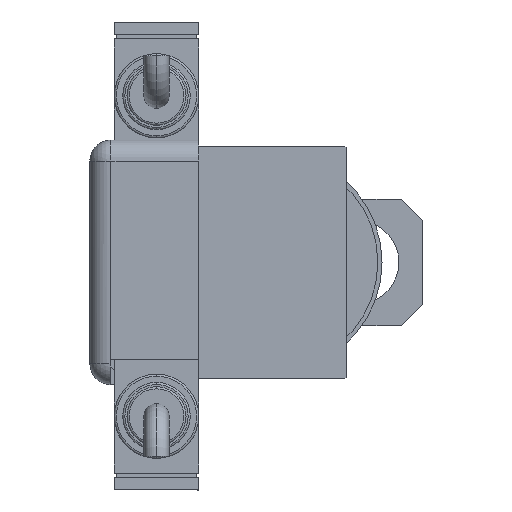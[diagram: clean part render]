
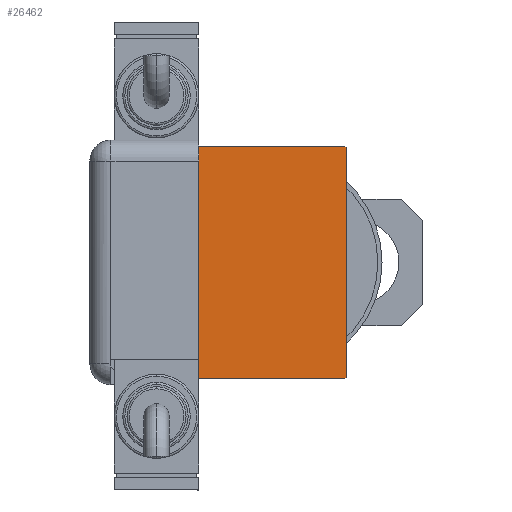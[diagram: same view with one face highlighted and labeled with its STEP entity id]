
A CAD part, left-side view. The second image highlights one B-rep face of the part: STEP entity #26462.
In plain terms, the highlighted face is planar.
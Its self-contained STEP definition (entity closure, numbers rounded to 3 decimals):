
#262 = ORIENTED_EDGE ( 'NONE', *, *, #4023, .T. ) ;
#1637 = VERTEX_POINT ( 'NONE', #22769 ) ;
#4023 = EDGE_CURVE ( 'NONE', #41376, #41283, #31387, .T. ) ;
#6886 = CARTESIAN_POINT ( 'NONE',  ( 56., -17.5, -27.2 ) ) ;
#6944 = EDGE_CURVE ( 'NONE', #30352, #48800, #56860, .T. ) ;
#7093 = EDGE_CURVE ( 'NONE', #41283, #20090, #55834, .T. ) ;
#8654 = CARTESIAN_POINT ( 'NONE',  ( 56., -17.5, 27.5 ) ) ;
#8909 = DIRECTION ( 'NONE',  ( 1., 0., 0. ) ) ;
#9327 = VECTOR ( 'NONE', #32830, 1000. ) ;
#10254 = VECTOR ( 'NONE', #15366, 1000. ) ;
#11239 = AXIS2_PLACEMENT_3D ( 'NONE', #40903, #8909, #31041 ) ;
#12941 = CARTESIAN_POINT ( 'NONE',  ( 56., 17.5, 27.2 ) ) ;
#13424 = LINE ( 'NONE', #35290, #16173 ) ;
#15366 = DIRECTION ( 'NONE',  ( 0., 0., 1. ) ) ;
#16173 = VECTOR ( 'NONE', #58615, 1000. ) ;
#20090 = VERTEX_POINT ( 'NONE', #23973 ) ;
#22162 = EDGE_CURVE ( 'NONE', #20090, #30352, #40896, .T. ) ;
#22769 = CARTESIAN_POINT ( 'NONE',  ( 56., -17.2, 27.5 ) ) ;
#23011 = DIRECTION ( 'NONE',  ( 0., 0., -1. ) ) ;
#23654 = CARTESIAN_POINT ( 'NONE',  ( 56., 17.5, 27.5 ) ) ;
#23973 = CARTESIAN_POINT ( 'NONE',  ( 56., -17.2, -27.5 ) ) ;
#24542 = ORIENTED_EDGE ( 'NONE', *, *, #7093, .T. ) ;
#24637 = LINE ( 'NONE', #41698, #10254 ) ;
#24960 = EDGE_CURVE ( 'NONE', #48800, #34630, #24637, .T. ) ;
#26151 = VECTOR ( 'NONE', #30152, 1000. ) ;
#26462 = ADVANCED_FACE ( 'NONE', ( #50189 ), #36443, .T. ) ;
#28012 = CARTESIAN_POINT ( 'NONE',  ( 56., -17.5, 27.2 ) ) ;
#28132 = VECTOR ( 'NONE', #23011, 1000. ) ;
#28442 = DIRECTION ( 'NONE',  ( 0., 0.707, 0.707 ) ) ;
#30152 = DIRECTION ( 'NONE',  ( 0., -0.707, 0.707 ) ) ;
#30195 = CARTESIAN_POINT ( 'NONE',  ( 56., 17.2, -27.5 ) ) ;
#30352 = VERTEX_POINT ( 'NONE', #30195 ) ;
#30411 = ORIENTED_EDGE ( 'NONE', *, *, #53055, .T. ) ;
#31041 = DIRECTION ( 'NONE',  ( 0., 0., -1. ) ) ;
#31387 = LINE ( 'NONE', #8654, #28132 ) ;
#32425 = CARTESIAN_POINT ( 'NONE',  ( 56., 17.5, -27.2 ) ) ;
#32830 = DIRECTION ( 'NONE',  ( 0., 1., 0. ) ) ;
#33807 = LINE ( 'NONE', #23654, #58657 ) ;
#34630 = VERTEX_POINT ( 'NONE', #12941 ) ;
#34917 = VERTEX_POINT ( 'NONE', #35334 ) ;
#35290 = CARTESIAN_POINT ( 'NONE',  ( 56., -22.35, 22.35 ) ) ;
#35334 = CARTESIAN_POINT ( 'NONE',  ( 56., 17.2, 27.5 ) ) ;
#36443 = PLANE ( 'NONE',  #11239 ) ;
#36446 = ORIENTED_EDGE ( 'NONE', *, *, #47198, .T. ) ;
#36846 = VECTOR ( 'NONE', #37583, 1000. ) ;
#37583 = DIRECTION ( 'NONE',  ( 0., 0.707, -0.707 ) ) ;
#39143 = LINE ( 'NONE', #47800, #26151 ) ;
#40896 = LINE ( 'NONE', #41200, #9327 ) ;
#40903 = CARTESIAN_POINT ( 'NONE',  ( 56., 0., 0. ) ) ;
#41200 = CARTESIAN_POINT ( 'NONE',  ( 56., -17.5, -27.5 ) ) ;
#41283 = VERTEX_POINT ( 'NONE', #6886 ) ;
#41376 = VERTEX_POINT ( 'NONE', #28012 ) ;
#41698 = CARTESIAN_POINT ( 'NONE',  ( 56., 17.5, -27.5 ) ) ;
#42277 = EDGE_LOOP ( 'NONE', ( #53442, #54950, #49693, #36446, #54943, #30411, #262, #24542 ) ) ;
#42512 = VECTOR ( 'NONE', #28442, 1000. ) ;
#42763 = DIRECTION ( 'NONE',  ( 0., -1., 0. ) ) ;
#44233 = EDGE_CURVE ( 'NONE', #34917, #1637, #33807, .T. ) ;
#47198 = EDGE_CURVE ( 'NONE', #34630, #34917, #39143, .T. ) ;
#47800 = CARTESIAN_POINT ( 'NONE',  ( 56., 22.35, 22.35 ) ) ;
#48800 = VERTEX_POINT ( 'NONE', #32425 ) ;
#49693 = ORIENTED_EDGE ( 'NONE', *, *, #24960, .T. ) ;
#50189 = FACE_OUTER_BOUND ( 'NONE', #42277, .T. ) ;
#51049 = CARTESIAN_POINT ( 'NONE',  ( 56., -22.35, -22.35 ) ) ;
#53055 = EDGE_CURVE ( 'NONE', #1637, #41376, #13424, .T. ) ;
#53442 = ORIENTED_EDGE ( 'NONE', *, *, #22162, .T. ) ;
#54943 = ORIENTED_EDGE ( 'NONE', *, *, #44233, .T. ) ;
#54950 = ORIENTED_EDGE ( 'NONE', *, *, #6944, .T. ) ;
#55834 = LINE ( 'NONE', #51049, #36846 ) ;
#56570 = CARTESIAN_POINT ( 'NONE',  ( 56., 22.35, -22.35 ) ) ;
#56860 = LINE ( 'NONE', #56570, #42512 ) ;
#58615 = DIRECTION ( 'NONE',  ( 0., -0.707, -0.707 ) ) ;
#58657 = VECTOR ( 'NONE', #42763, 1000. ) ;
